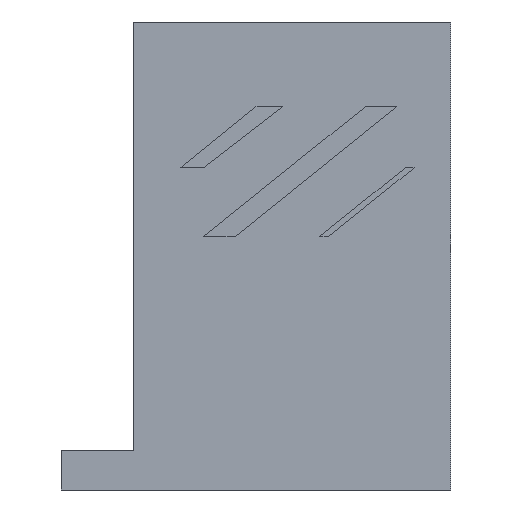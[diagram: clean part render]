
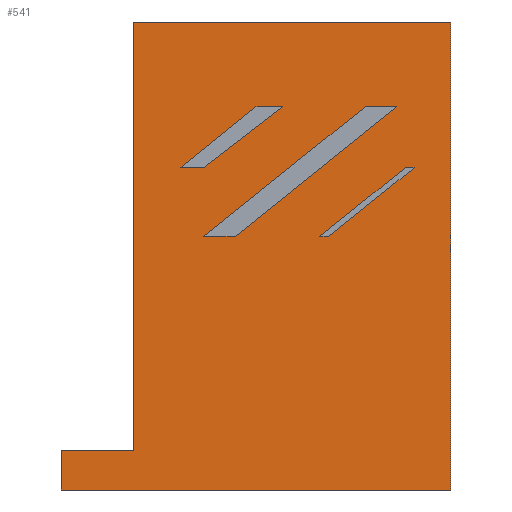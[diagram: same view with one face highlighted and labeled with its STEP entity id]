
A CAD part, front view. The second image highlights one B-rep face of the part: STEP entity #541.
In plain terms, the highlighted free-form (B-spline) face has degree [1, 1] with [2, 2] control points.
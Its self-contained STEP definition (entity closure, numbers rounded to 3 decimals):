
#74=CARTESIAN_POINT('',(-31.333,-150.,115.));
#75=VERTEX_POINT('',#74);
#81=CARTESIAN_POINT('',(50.,-150.,115.));
#82=VERTEX_POINT('',#81);
#83=CARTESIAN_POINT('',(-31.333,-150.,115.));
#84=CARTESIAN_POINT('',(50.,-150.,115.));
#85=B_SPLINE_CURVE_WITH_KNOTS('',1,(#83,#84),.POLYLINE_FORM.,.F.,.U.,(2,2),(0.,1.),.UNSPECIFIED.);
#86=EDGE_CURVE('',#75,#82,#85,.T.);
#166=CARTESIAN_POINT('',(50.,-150.,-5.));
#167=VERTEX_POINT('',#166);
#168=CARTESIAN_POINT('',(50.,-150.,-5.));
#169=CARTESIAN_POINT('',(50.,-150.,115.));
#170=B_SPLINE_CURVE_WITH_KNOTS('',1,(#168,#169),.POLYLINE_FORM.,.F.,.U.,(2,2),(0.,1.),.UNSPECIFIED.);
#171=EDGE_CURVE('',#167,#82,#170,.T.);
#217=CARTESIAN_POINT('',(-31.333,-150.,5.));
#218=VERTEX_POINT('',#217);
#224=CARTESIAN_POINT('',(-31.333,-150.,5.));
#225=CARTESIAN_POINT('',(-31.333,-150.,115.));
#226=B_SPLINE_CURVE_WITH_KNOTS('',1,(#224,#225),.POLYLINE_FORM.,.F.,.U.,(2,2),(0.,1.),.UNSPECIFIED.);
#227=EDGE_CURVE('',#218,#75,#226,.T.);
#281=CARTESIAN_POINT('',(-50.,-150.,5.));
#282=VERTEX_POINT('',#281);
#283=CARTESIAN_POINT('',(-50.,-150.,5.));
#284=CARTESIAN_POINT('',(-31.333,-150.,5.));
#285=B_SPLINE_CURVE_WITH_KNOTS('',1,(#283,#284),.POLYLINE_FORM.,.F.,.U.,(2,2),(0.,0.187),.UNSPECIFIED.);
#286=EDGE_CURVE('',#282,#218,#285,.T.);
#303=CARTESIAN_POINT('',(-50.,-150.,-5.));
#304=VERTEX_POINT('',#303);
#305=CARTESIAN_POINT('',(-50.,-150.,-5.));
#306=CARTESIAN_POINT('',(50.,-150.,-5.));
#307=B_SPLINE_CURVE_WITH_KNOTS('',1,(#305,#306),.POLYLINE_FORM.,.F.,.U.,(2,2),(0.,1.),.UNSPECIFIED.);
#308=EDGE_CURVE('',#304,#167,#307,.T.);
#326=CARTESIAN_POINT('',(-50.,-150.,-5.));
#327=CARTESIAN_POINT('',(-50.,-150.,5.));
#328=B_SPLINE_CURVE_WITH_KNOTS('',1,(#326,#327),.POLYLINE_FORM.,.F.,.U.,(2,2),(0.,1.),.UNSPECIFIED.);
#329=EDGE_CURVE('',#304,#282,#328,.T.);
#438=CARTESIAN_POINT('',(-50.,-150.,-5.));
#439=CARTESIAN_POINT('',(-50.,-150.,118.));
#440=CARTESIAN_POINT('',(52.44,-150.,-5.));
#441=CARTESIAN_POINT('',(52.44,-150.,118.));
#442=B_SPLINE_SURFACE_WITH_KNOTS('',1,1,((#438,#439),(#440,#441)),.PLANE_SURF.,.F.,.F.,.U.,(2,2),(2,2),(0.,1.),(0.,1.),.UNSPECIFIED.);
#443=ORIENTED_EDGE('',*,*,#308,.T.);
#444=ORIENTED_EDGE('',*,*,#171,.T.);
#445=ORIENTED_EDGE('',*,*,#86,.F.);
#446=ORIENTED_EDGE('',*,*,#227,.F.);
#447=ORIENTED_EDGE('',*,*,#286,.F.);
#448=ORIENTED_EDGE('',*,*,#329,.F.);
#449=EDGE_LOOP('',(#443,#444,#445,#446,#447,#448));
#450=FACE_OUTER_BOUND('',#449,.T.);
#451=CARTESIAN_POINT('',(0.,-150.,93.252));
#452=VERTEX_POINT('',#451);
#453=CARTESIAN_POINT('',(-19.484,-150.,77.61));
#454=VERTEX_POINT('',#453);
#455=CARTESIAN_POINT('',(0.,-150.,93.252));
#456=CARTESIAN_POINT('',(-19.484,-150.,77.61));
#457=B_SPLINE_CURVE_WITH_KNOTS('',1,(#455,#456),.POLYLINE_FORM.,.F.,.U.,(2,2),(0.,1.),.UNSPECIFIED.);
#458=EDGE_CURVE('',#452,#454,#457,.T.);
#459=ORIENTED_EDGE('',*,*,#458,.F.);
#460=CARTESIAN_POINT('',(6.833,-150.,93.252));
#461=VERTEX_POINT('',#460);
#462=CARTESIAN_POINT('',(6.833,-150.,93.252));
#463=CARTESIAN_POINT('',(0.,-150.,93.252));
#464=B_SPLINE_CURVE_WITH_KNOTS('',1,(#462,#463),.POLYLINE_FORM.,.F.,.U.,(2,2),(0.,1.),.UNSPECIFIED.);
#465=EDGE_CURVE('',#461,#452,#464,.T.);
#466=ORIENTED_EDGE('',*,*,#465,.F.);
#467=CARTESIAN_POINT('',(-13.44,-150.,77.61));
#468=VERTEX_POINT('',#467);
#469=CARTESIAN_POINT('',(-13.44,-150.,77.61));
#470=CARTESIAN_POINT('',(6.833,-150.,93.252));
#471=B_SPLINE_CURVE_WITH_KNOTS('',1,(#469,#470),.POLYLINE_FORM.,.F.,.U.,(2,2),(0.,1.),.UNSPECIFIED.);
#472=EDGE_CURVE('',#468,#461,#471,.T.);
#473=ORIENTED_EDGE('',*,*,#472,.F.);
#474=CARTESIAN_POINT('',(-19.484,-150.,77.61));
#475=CARTESIAN_POINT('',(-13.44,-150.,77.61));
#476=B_SPLINE_CURVE_WITH_KNOTS('',1,(#474,#475),.POLYLINE_FORM.,.F.,.U.,(2,2),(0.,1.),.UNSPECIFIED.);
#477=EDGE_CURVE('',#454,#468,#476,.T.);
#478=ORIENTED_EDGE('',*,*,#477,.F.);
#479=EDGE_LOOP('',(#459,#466,#473,#478));
#480=FACE_BOUND('',#479,.T.);
#481=CARTESIAN_POINT('',(36.072,-150.,93.252));
#482=VERTEX_POINT('',#481);
#483=CARTESIAN_POINT('',(27.978,-150.,93.252));
#484=VERTEX_POINT('',#483);
#485=CARTESIAN_POINT('',(36.072,-150.,93.252));
#486=CARTESIAN_POINT('',(27.978,-150.,93.252));
#487=B_SPLINE_CURVE_WITH_KNOTS('',1,(#485,#486),.POLYLINE_FORM.,.F.,.U.,(2,2),(0.,1.),.UNSPECIFIED.);
#488=EDGE_CURVE('',#482,#484,#487,.T.);
#489=ORIENTED_EDGE('',*,*,#488,.F.);
#490=CARTESIAN_POINT('',(-5.347,-150.,60.));
#491=VERTEX_POINT('',#490);
#492=CARTESIAN_POINT('',(-5.347,-150.,60.));
#493=CARTESIAN_POINT('',(36.072,-150.,93.252));
#494=B_SPLINE_CURVE_WITH_KNOTS('',1,(#492,#493),.POLYLINE_FORM.,.F.,.U.,(2,2),(0.,1.),.UNSPECIFIED.);
#495=EDGE_CURVE('',#491,#482,#494,.T.);
#496=ORIENTED_EDGE('',*,*,#495,.F.);
#497=CARTESIAN_POINT('',(-13.44,-150.,60.));
#498=VERTEX_POINT('',#497);
#499=CARTESIAN_POINT('',(-13.44,-150.,60.));
#500=CARTESIAN_POINT('',(-5.347,-150.,60.));
#501=B_SPLINE_CURVE_WITH_KNOTS('',1,(#499,#500),.POLYLINE_FORM.,.F.,.U.,(2,2),(0.,1.),.UNSPECIFIED.);
#502=EDGE_CURVE('',#498,#491,#501,.T.);
#503=ORIENTED_EDGE('',*,*,#502,.F.);
#504=CARTESIAN_POINT('',(27.978,-150.,93.252));
#505=CARTESIAN_POINT('',(-13.44,-150.,60.));
#506=B_SPLINE_CURVE_WITH_KNOTS('',1,(#504,#505),.POLYLINE_FORM.,.F.,.U.,(2,2),(0.,1.),.UNSPECIFIED.);
#507=EDGE_CURVE('',#484,#498,#506,.T.);
#508=ORIENTED_EDGE('',*,*,#507,.F.);
#509=EDGE_LOOP('',(#489,#496,#503,#508));
#510=FACE_BOUND('',#509,.T.);
#511=CARTESIAN_POINT('',(18.602,-150.,60.));
#512=VERTEX_POINT('',#511);
#513=CARTESIAN_POINT('',(40.536,-150.,77.61));
#514=VERTEX_POINT('',#513);
#515=CARTESIAN_POINT('',(18.602,-150.,60.));
#516=CARTESIAN_POINT('',(40.536,-150.,77.61));
#517=B_SPLINE_CURVE_WITH_KNOTS('',1,(#515,#516),.POLYLINE_FORM.,.F.,.U.,(2,2),(0.,1.),.UNSPECIFIED.);
#518=EDGE_CURVE('',#512,#514,#517,.T.);
#519=ORIENTED_EDGE('',*,*,#518,.F.);
#520=CARTESIAN_POINT('',(16.317,-150.,60.));
#521=VERTEX_POINT('',#520);
#522=CARTESIAN_POINT('',(16.317,-150.,60.));
#523=CARTESIAN_POINT('',(18.602,-150.,60.));
#524=B_SPLINE_CURVE_WITH_KNOTS('',1,(#522,#523),.POLYLINE_FORM.,.F.,.U.,(2,2),(0.,1.),.UNSPECIFIED.);
#525=EDGE_CURVE('',#521,#512,#524,.T.);
#526=ORIENTED_EDGE('',*,*,#525,.F.);
#527=CARTESIAN_POINT('',(38.252,-150.,77.61));
#528=VERTEX_POINT('',#527);
#529=CARTESIAN_POINT('',(38.252,-150.,77.61));
#530=CARTESIAN_POINT('',(16.317,-150.,60.));
#531=B_SPLINE_CURVE_WITH_KNOTS('',1,(#529,#530),.POLYLINE_FORM.,.F.,.U.,(2,2),(0.,1.),.UNSPECIFIED.);
#532=EDGE_CURVE('',#528,#521,#531,.T.);
#533=ORIENTED_EDGE('',*,*,#532,.F.);
#534=CARTESIAN_POINT('',(40.536,-150.,77.61));
#535=CARTESIAN_POINT('',(38.252,-150.,77.61));
#536=B_SPLINE_CURVE_WITH_KNOTS('',1,(#534,#535),.POLYLINE_FORM.,.F.,.U.,(2,2),(0.,1.),.UNSPECIFIED.);
#537=EDGE_CURVE('',#514,#528,#536,.T.);
#538=ORIENTED_EDGE('',*,*,#537,.F.);
#539=EDGE_LOOP('',(#519,#526,#533,#538));
#540=FACE_BOUND('',#539,.T.);
#541=ADVANCED_FACE('',(#450,#480,#510,#540),#442,.T.);
